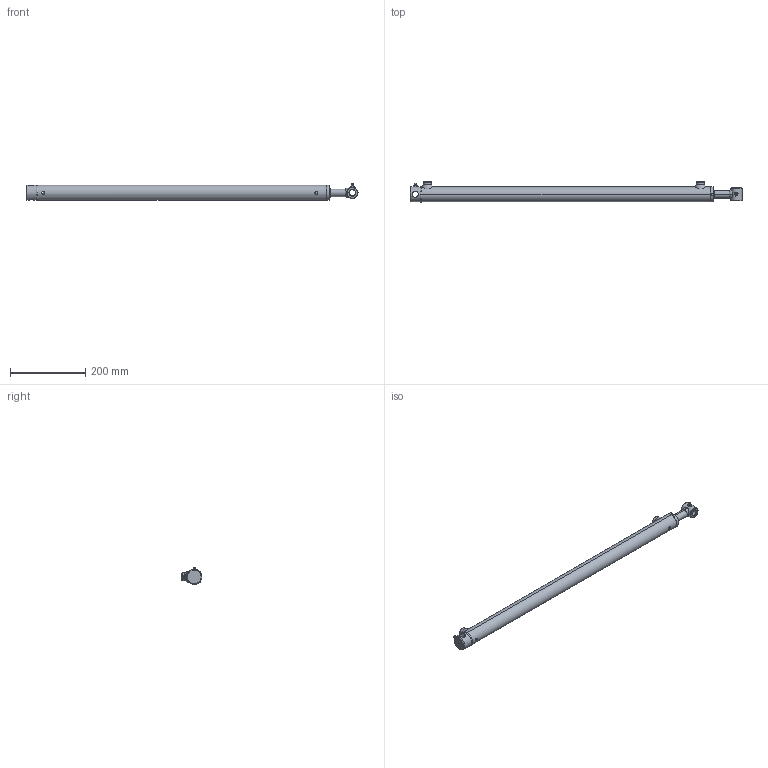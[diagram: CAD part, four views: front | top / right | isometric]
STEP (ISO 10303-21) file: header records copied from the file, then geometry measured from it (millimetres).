
FILE_DESCRIPTION (( 'STEP AP203' ), '1' );
FILE_NAME ('700N.700.STEP', '2012-02-13T08:14:53', ( 'Chapel' ), ( '' ), 'SwSTEP 2.0', 'SolidWorks 2007', '' );
FILE_SCHEMA (( 'CONFIG_CONTROL_DESIGN' ));
Length unit declared in the file: millimetre
Products named in the file (1): 700N.700
Bounding box: 884 x 53.58 x 45.58 mm (x, y, z)
Surface area: 242198.5 mm2 (no closed solid volume)
Topology: 0 solids, 19 shells, 121 faces, 329 edges, 221 vertices
Faces by surface type: cylinder 39, cone 33, plane 29, torus 18, sphere 2
Entity records: 5088 total; most frequent: CARTESIAN_POINT 1928, DIRECTION 703, ORIENTED_EDGE 536, EDGE_CURVE 329, AXIS2_PLACEMENT_3D 288, VERTEX_POINT 221, CIRCLE 166, EDGE_LOOP 143
